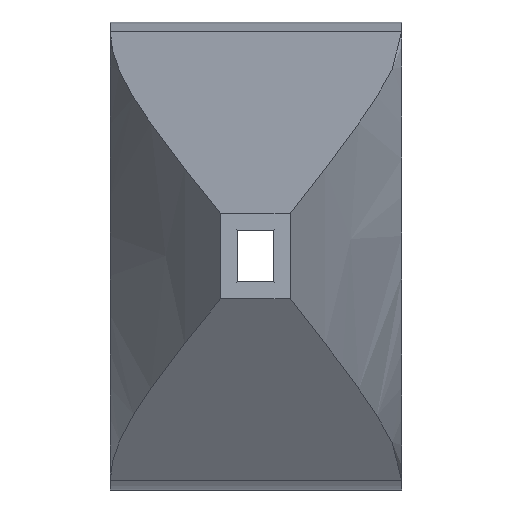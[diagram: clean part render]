
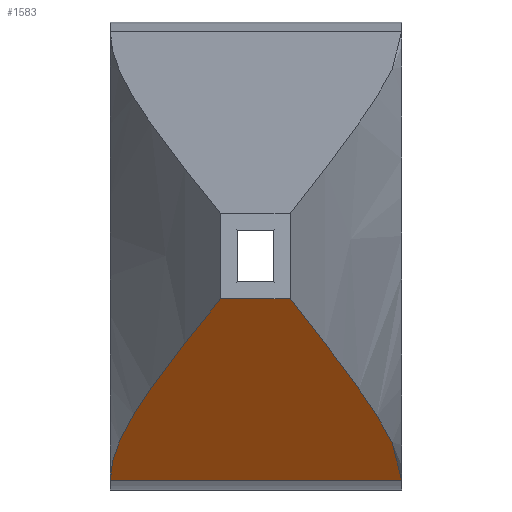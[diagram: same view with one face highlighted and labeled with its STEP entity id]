
A CAD part, left-side view. The second image highlights one B-rep face of the part: STEP entity #1583.
In plain terms, the highlighted planar face has unit normal (-0.285, 0, -0.959).
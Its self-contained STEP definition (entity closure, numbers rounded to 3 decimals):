
#40 = LINE ( 'NONE', #1066, #1210 ) ;
#41 = B_SPLINE_CURVE_WITH_KNOTS ( 'NONE', 3,
 ( #684, #2535, #2328, #1724, #1291, #1521, #2123, #1095, #1914, #488, #1345, #1544, #2586, #723, #2381, #527, #1931, #317, #518, #1526 ),
 .UNSPECIFIED., .F., .F.,
 ( 4, 2, 2, 2, 2, 2, 2, 2, 2, 4 ),
 ( 0., 0.01, 0.02, 0.03, 0.039, 0.059, 0.079, 0.099, 0.118, 0.158 ),
 .UNSPECIFIED. ) ;
#131 = EDGE_LOOP ( 'NONE', ( #2512, #1878, #2062, #2616 ) ) ;
#139 = CARTESIAN_POINT ( 'NONE',  ( -165., 27.193, -10.407 ) ) ;
#182 = CARTESIAN_POINT ( 'NONE',  ( -47.85, 68.857, -45.239 ) ) ;
#200 = B_SPLINE_CURVE_WITH_KNOTS ( 'NONE', 3,
 ( #2017, #394, #1617, #1360, #351, #1765, #1183, #1412, #1985, #988, #1172, #182, #2599, #2626, #1806, #739, #1372, #590 ),
 .UNSPECIFIED., .F., .F.,
 ( 4, 2, 2, 2, 2, 2, 2, 2, 4 ),
 ( 0.037, 0.077, 0.097, 0.116, 0.136, 0.156, 0.175, 0.185, 0.195 ),
 .UNSPECIFIED. ) ;
#239 = EDGE_CURVE ( 'NONE', #1161, #2331, #41, .T. ) ;
#300 = CARTESIAN_POINT ( 'NONE',  ( -165., 44.107, -10.407 ) ) ;
#317 = CARTESIAN_POINT ( 'NONE',  ( -140.399, 21.429, -17.721 ) ) ;
#326 = VERTEX_POINT ( 'NONE', #300 ) ;
#350 = EDGE_CURVE ( 'NONE', #2085, #1161, #1582, .T. ) ;
#351 = CARTESIAN_POINT ( 'NONE',  ( -115.887, 55.73, -25.009 ) ) ;
#394 = CARTESIAN_POINT ( 'NONE',  ( -152.735, 47.089, -14.053 ) ) ;
#488 = CARTESIAN_POINT ( 'NONE',  ( -60.111, 4.361, -41.593 ) ) ;
#518 = CARTESIAN_POINT ( 'NONE',  ( -152.702, 24.298, -14.063 ) ) ;
#527 = CARTESIAN_POINT ( 'NONE',  ( -115.765, 15.821, -25.046 ) ) ;
#590 = CARTESIAN_POINT ( 'NONE',  ( -16.245, 71., -54.636 ) ) ;
#684 = CARTESIAN_POINT ( 'NONE',  ( -16.245, 0., -54.636 ) ) ;
#723 = CARTESIAN_POINT ( 'NONE',  ( -97.263, 11.743, -30.547 ) ) ;
#739 = CARTESIAN_POINT ( 'NONE',  ( -22.629, 70.927, -52.738 ) ) ;
#957 = DIRECTION ( 'NONE',  ( 0.285, 0., 0.959 ) ) ;
#988 = CARTESIAN_POINT ( 'NONE',  ( -66.525, 65.952, -39.686 ) ) ;
#998 = FACE_OUTER_BOUND ( 'NONE', #131, .T. ) ;
#1066 = CARTESIAN_POINT ( 'NONE',  ( -165., 160., -10.407 ) ) ;
#1095 = CARTESIAN_POINT ( 'NONE',  ( -47.644, 2.423, -45.3 ) ) ;
#1161 = VERTEX_POINT ( 'NONE', #1594 ) ;
#1166 = VECTOR ( 'NONE', #2240, 1000. ) ;
#1172 = CARTESIAN_POINT ( 'NONE',  ( -60.317, 67.019, -41.532 ) ) ;
#1183 = CARTESIAN_POINT ( 'NONE',  ( -97.423, 59.825, -30.499 ) ) ;
#1203 = CARTESIAN_POINT ( 'NONE',  ( -16.245, 169., -54.636 ) ) ;
#1210 = VECTOR ( 'NONE', #2477, 1000. ) ;
#1291 = CARTESIAN_POINT ( 'NONE',  ( -31.98, 0.639, -49.957 ) ) ;
#1345 = CARTESIAN_POINT ( 'NONE',  ( -66.325, 5.484, -39.746 ) ) ;
#1360 = CARTESIAN_POINT ( 'NONE',  ( -122.034, 54.321, -23.182 ) ) ;
#1372 = CARTESIAN_POINT ( 'NONE',  ( -19.444, 71., -53.685 ) ) ;
#1412 = CARTESIAN_POINT ( 'NONE',  ( -85.087, 62.407, -34.167 ) ) ;
#1469 = EDGE_CURVE ( 'NONE', #326, #2085, #200, .T. ) ;
#1521 = CARTESIAN_POINT ( 'NONE',  ( -38.254, 1.239, -48.092 ) ) ;
#1526 = CARTESIAN_POINT ( 'NONE',  ( -165., 27.193, -10.407 ) ) ;
#1544 = CARTESIAN_POINT ( 'NONE',  ( -78.722, 7.871, -36.06 ) ) ;
#1582 = LINE ( 'NONE', #1203, #1166 ) ;
#1583 = ADVANCED_FACE ( 'NONE', ( #998 ), #1791, .F. ) ;
#1589 = CARTESIAN_POINT ( 'NONE',  ( -200., 169., 0. ) ) ;
#1594 = CARTESIAN_POINT ( 'NONE',  ( -16.245, 0., -54.636 ) ) ;
#1617 = CARTESIAN_POINT ( 'NONE',  ( -140.464, 50.032, -17.702 ) ) ;
#1724 = CARTESIAN_POINT ( 'NONE',  ( -28.84, 0.403, -50.891 ) ) ;
#1765 = CARTESIAN_POINT ( 'NONE',  ( -103.581, 58.482, -28.668 ) ) ;
#1791 = PLANE ( 'NONE',  #2303 ) ;
#1806 = CARTESIAN_POINT ( 'NONE',  ( -28.976, 70.644, -50.851 ) ) ;
#1847 = EDGE_CURVE ( 'NONE', #326, #2331, #40, .T. ) ;
#1878 = ORIENTED_EDGE ( 'NONE', *, *, #1847, .F. ) ;
#1914 = CARTESIAN_POINT ( 'NONE',  ( -50.764, 2.882, -44.372 ) ) ;
#1931 = CARTESIAN_POINT ( 'NONE',  ( -121.926, 17.212, -23.214 ) ) ;
#1985 = CARTESIAN_POINT ( 'NONE',  ( -78.91, 63.647, -36.004 ) ) ;
#2017 = CARTESIAN_POINT ( 'NONE',  ( -165., 44.107, -10.407 ) ) ;
#2062 = ORIENTED_EDGE ( 'NONE', *, *, #1469, .T. ) ;
#2085 = VERTEX_POINT ( 'NONE', #2120 ) ;
#2120 = CARTESIAN_POINT ( 'NONE',  ( -16.245, 71., -54.636 ) ) ;
#2123 = CARTESIAN_POINT ( 'NONE',  ( -41.389, 1.602, -47.16 ) ) ;
#2240 = DIRECTION ( 'NONE',  ( 0., -1., 0. ) ) ;
#2303 = AXIS2_PLACEMENT_3D ( 'NONE', #1589, #957, #2422 ) ;
#2328 = CARTESIAN_POINT ( 'NONE',  ( -22.549, 0.083, -52.762 ) ) ;
#2331 = VERTEX_POINT ( 'NONE', #139 ) ;
#2381 = CARTESIAN_POINT ( 'NONE',  ( -103.433, 13.087, -28.712 ) ) ;
#2422 = DIRECTION ( 'NONE',  ( 0.959, 0., -0.285 ) ) ;
#2477 = DIRECTION ( 'NONE',  ( 0., -1., 0. ) ) ;
#2512 = ORIENTED_EDGE ( 'NONE', *, *, #239, .T. ) ;
#2535 = CARTESIAN_POINT ( 'NONE',  ( -19.399, 0., -53.698 ) ) ;
#2586 = CARTESIAN_POINT ( 'NONE',  ( -84.908, 9.135, -34.221 ) ) ;
#2599 = CARTESIAN_POINT ( 'NONE',  ( -41.59, 69.628, -47.1 ) ) ;
#2616 = ORIENTED_EDGE ( 'NONE', *, *, #350, .T. ) ;
#2626 = CARTESIAN_POINT ( 'NONE',  ( -32.137, 70.434, -49.911 ) ) ;
